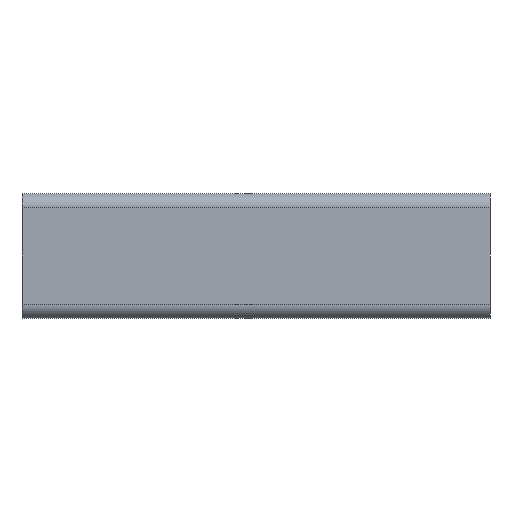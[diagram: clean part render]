
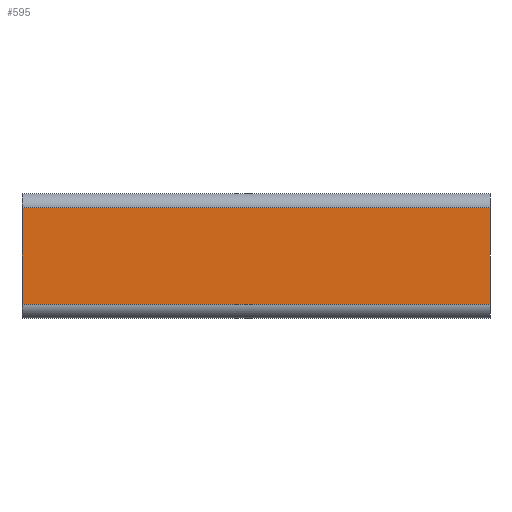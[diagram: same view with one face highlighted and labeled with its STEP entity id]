
A CAD part, left-side view. The second image highlights one B-rep face of the part: STEP entity #595.
In plain terms, the highlighted planar face has unit normal (-1, 0, 0).
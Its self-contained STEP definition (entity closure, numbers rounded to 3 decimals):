
#16 = CARTESIAN_POINT ( 'NONE',  ( -40., 150., 9. ) ) ;
#31 = DIRECTION ( 'NONE',  ( 0., -1., 0. ) ) ;
#81 = VERTEX_POINT ( 'NONE', #725 ) ;
#84 = AXIS2_PLACEMENT_3D ( 'NONE', #407, #405, #698 ) ;
#89 = ORIENTED_EDGE ( 'NONE', *, *, #119, .F. ) ;
#119 = EDGE_CURVE ( 'NONE', #455, #393, #681, .T. ) ;
#173 = ORIENTED_EDGE ( 'NONE', *, *, #746, .F. ) ;
#179 = VECTOR ( 'NONE', #210, 1000. ) ;
#210 = DIRECTION ( 'NONE',  ( 0., 0., 1. ) ) ;
#239 = CARTESIAN_POINT ( 'NONE',  ( -40., -150., 80. ) ) ;
#242 = DIRECTION ( 'NONE',  ( 0., -1., 0. ) ) ;
#265 = VERTEX_POINT ( 'NONE', #642 ) ;
#319 = LINE ( 'NONE', #661, #600 ) ;
#320 = CARTESIAN_POINT ( 'NONE',  ( -40., 150., 71. ) ) ;
#353 = CARTESIAN_POINT ( 'NONE',  ( -40., 150., 9. ) ) ;
#373 = VECTOR ( 'NONE', #242, 1000. ) ;
#393 = VERTEX_POINT ( 'NONE', #320 ) ;
#405 = DIRECTION ( 'NONE',  ( 1., 0., 0. ) ) ;
#407 = CARTESIAN_POINT ( 'NONE',  ( -40., 150., 80. ) ) ;
#411 = LINE ( 'NONE', #353, #373 ) ;
#447 = ORIENTED_EDGE ( 'NONE', *, *, #544, .T. ) ;
#454 = EDGE_CURVE ( 'NONE', #265, #81, #712, .T. ) ;
#455 = VERTEX_POINT ( 'NONE', #16 ) ;
#459 = EDGE_LOOP ( 'NONE', ( #744, #173, #89, #447 ) ) ;
#544 = EDGE_CURVE ( 'NONE', #455, #265, #411, .T. ) ;
#560 = VECTOR ( 'NONE', #705, 1000. ) ;
#568 = PLANE ( 'NONE',  #84 ) ;
#595 = ADVANCED_FACE ( 'NONE', ( #621 ), #568, .F. ) ;
#600 = VECTOR ( 'NONE', #31, 1000. ) ;
#621 = FACE_OUTER_BOUND ( 'NONE', #459, .T. ) ;
#642 = CARTESIAN_POINT ( 'NONE',  ( -40., -150., 9. ) ) ;
#661 = CARTESIAN_POINT ( 'NONE',  ( -40., 150., 71. ) ) ;
#681 = LINE ( 'NONE', #739, #179 ) ;
#698 = DIRECTION ( 'NONE',  ( 0., 0., -1. ) ) ;
#705 = DIRECTION ( 'NONE',  ( 0., 0., 1. ) ) ;
#712 = LINE ( 'NONE', #239, #560 ) ;
#725 = CARTESIAN_POINT ( 'NONE',  ( -40., -150., 71. ) ) ;
#739 = CARTESIAN_POINT ( 'NONE',  ( -40., 150., 80. ) ) ;
#744 = ORIENTED_EDGE ( 'NONE', *, *, #454, .T. ) ;
#746 = EDGE_CURVE ( 'NONE', #393, #81, #319, .T. ) ;
